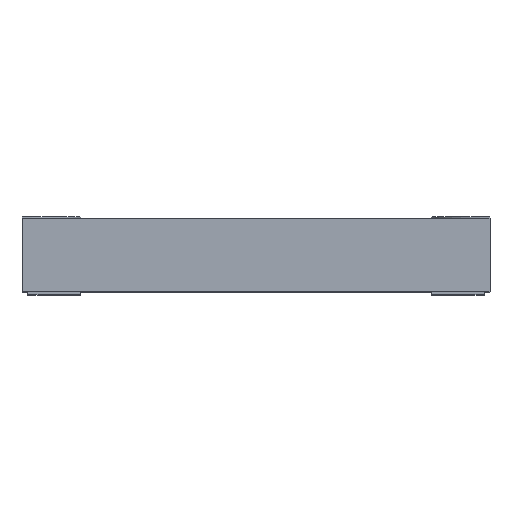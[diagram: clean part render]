
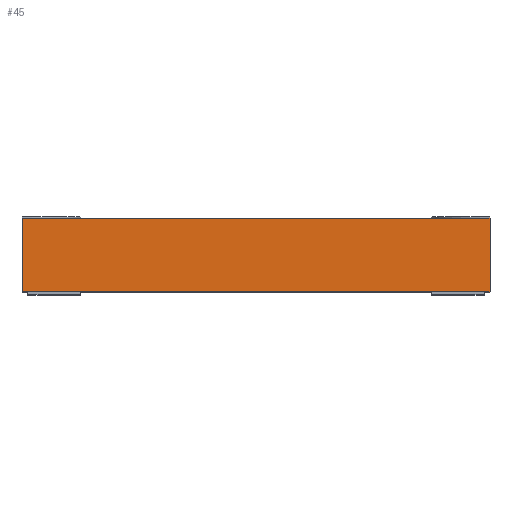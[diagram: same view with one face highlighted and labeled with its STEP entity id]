
A CAD part, top view. The second image highlights one B-rep face of the part: STEP entity #45.
In plain terms, the highlighted planar face has unit normal (0, 0, 1).
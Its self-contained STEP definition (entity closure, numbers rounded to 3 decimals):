
#29 = VECTOR ( 'NONE', #392, 1000. ) ;
#45 = ADVANCED_FACE ( 'NONE', ( #431 ), #179, .T. ) ;
#66 = CARTESIAN_POINT ( 'NONE',  ( -3.99, 0., 2.72 ) ) ;
#103 = EDGE_CURVE ( 'NONE', #867, #344, #333, .T. ) ;
#127 = EDGE_CURVE ( 'NONE', #206, #746, #793, .T. ) ;
#128 = DIRECTION ( 'NONE',  ( 0., 0., 1. ) ) ;
#175 = CARTESIAN_POINT ( 'NONE',  ( 3.99, -1.25, 2.72 ) ) ;
#179 = PLANE ( 'NONE',  #831 ) ;
#205 = CARTESIAN_POINT ( 'NONE',  ( -3.99, -1.25, 2.72 ) ) ;
#206 = VERTEX_POINT ( 'NONE', #611 ) ;
#212 = LINE ( 'NONE', #762, #525 ) ;
#226 = LINE ( 'NONE', #175, #341 ) ;
#298 = ORIENTED_EDGE ( 'NONE', *, *, #127, .T. ) ;
#320 = DIRECTION ( 'NONE',  ( 1., 0., 0. ) ) ;
#333 = LINE ( 'NONE', #66, #29 ) ;
#341 = VECTOR ( 'NONE', #691, 1000. ) ;
#344 = VERTEX_POINT ( 'NONE', #821 ) ;
#392 = DIRECTION ( 'NONE',  ( 1., 0., 0. ) ) ;
#431 = FACE_OUTER_BOUND ( 'NONE', #866, .T. ) ;
#441 = CARTESIAN_POINT ( 'NONE',  ( 3.99, -1.25, 2.72 ) ) ;
#509 = VECTOR ( 'NONE', #320, 1000. ) ;
#525 = VECTOR ( 'NONE', #823, 1000. ) ;
#544 = ORIENTED_EDGE ( 'NONE', *, *, #103, .F. ) ;
#611 = CARTESIAN_POINT ( 'NONE',  ( -3.99, -1.25, 2.72 ) ) ;
#618 = ORIENTED_EDGE ( 'NONE', *, *, #688, .F. ) ;
#651 = CARTESIAN_POINT ( 'NONE',  ( -3.99, -1.25, 2.72 ) ) ;
#688 = EDGE_CURVE ( 'NONE', #206, #867, #212, .T. ) ;
#691 = DIRECTION ( 'NONE',  ( 0., 1., 0. ) ) ;
#714 = DIRECTION ( 'NONE',  ( 1., 0., 0. ) ) ;
#722 = ORIENTED_EDGE ( 'NONE', *, *, #782, .T. ) ;
#746 = VERTEX_POINT ( 'NONE', #441 ) ;
#762 = CARTESIAN_POINT ( 'NONE',  ( -3.99, -1.25, 2.72 ) ) ;
#773 = CARTESIAN_POINT ( 'NONE',  ( -3.99, 0., 2.72 ) ) ;
#782 = EDGE_CURVE ( 'NONE', #746, #344, #226, .T. ) ;
#793 = LINE ( 'NONE', #205, #509 ) ;
#821 = CARTESIAN_POINT ( 'NONE',  ( 3.99, 0., 2.72 ) ) ;
#823 = DIRECTION ( 'NONE',  ( 0., 1., 0. ) ) ;
#831 = AXIS2_PLACEMENT_3D ( 'NONE', #651, #128, #714 ) ;
#866 = EDGE_LOOP ( 'NONE', ( #544, #618, #298, #722 ) ) ;
#867 = VERTEX_POINT ( 'NONE', #773 ) ;
